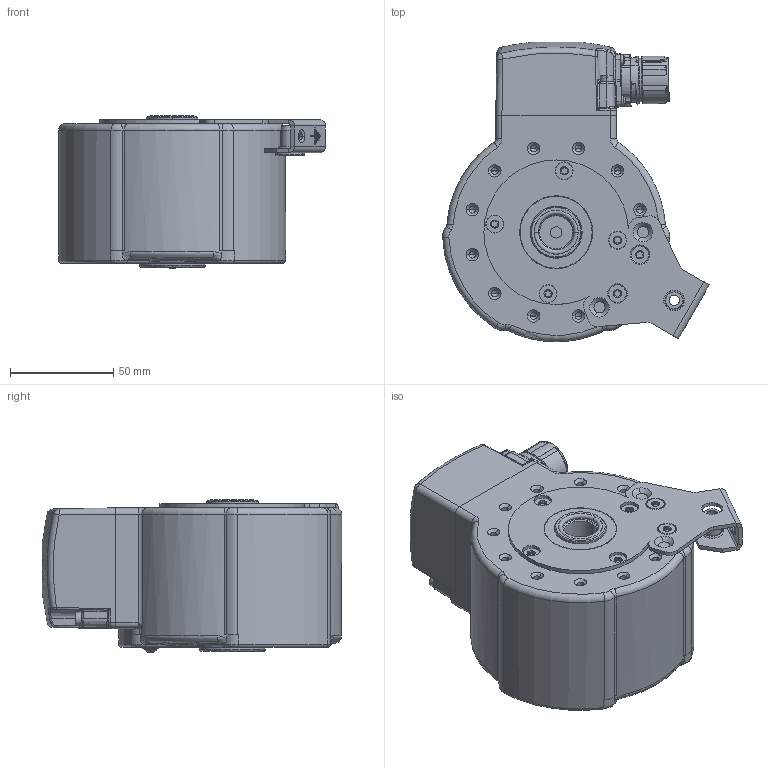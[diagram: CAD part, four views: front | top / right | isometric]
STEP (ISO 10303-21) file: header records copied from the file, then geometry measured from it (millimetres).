
FILE_DESCRIPTION((''),'2;1');
FILE_NAME('810474-02','2013-08-12T',('se2562'),(''),'PRO/ENGINEER BY PARAMETRIC TECHNOLOGY CORPORATION, 2011410','PRO/ENGINEER BY PARAMETRIC TECHNOLOGY CORPORATION, 2011410','');
FILE_SCHEMA(('CONFIG_CONTROL_DESIGN'));
Length unit declared in the file: millimetre
Products named in the file (1): 810474-02
Bounding box: 129.13 x 145 x 73.8 mm (x, y, z)
Volume: 356756.9 mm3; surface area: 151189.6 mm2
Topology: 15 solids, 26 shells, 2092 faces, 5941 edges, 3857 vertices
Faces by surface type: cylinder 865, plane 507, torus 244, cone 202, bspline 147, sphere 120, revolution 4, extrusion 3
Entity records: 84499 total; most frequent: CARTESIAN_POINT 29957, DIRECTION 11976, ORIENTED_EDGE 11546, EDGE_CURVE 5773, AXIS2_PLACEMENT_3D 5145, VERTEX_POINT 3856, CIRCLE 3207, EDGE_LOOP 2267
